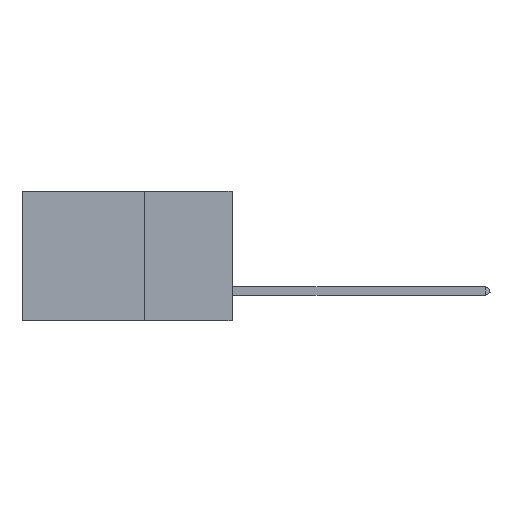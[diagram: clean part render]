
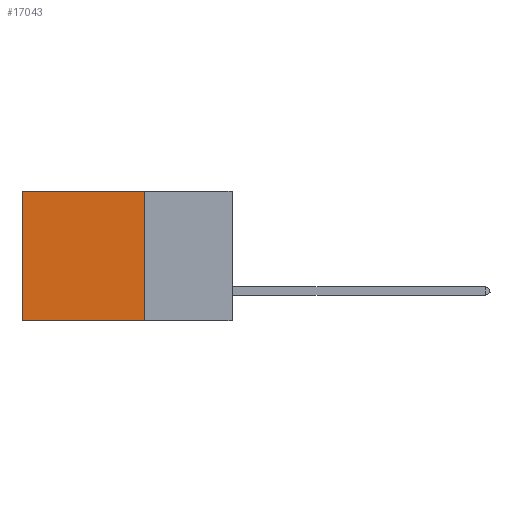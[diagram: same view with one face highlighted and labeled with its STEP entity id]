
A CAD part, left-side view. The second image highlights one B-rep face of the part: STEP entity #17043.
In plain terms, the highlighted planar face has unit normal (-1, 0, 0).
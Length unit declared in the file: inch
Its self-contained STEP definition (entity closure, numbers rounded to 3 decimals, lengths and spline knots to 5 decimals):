
#259 = LINE ( 'NONE', #18403, #23375 ) ;
#641 = DIRECTION ( 'NONE',  ( 0., 1., 0. ) ) ;
#836 = EDGE_CURVE ( 'NONE', #19612, #3283, #14307, .T. ) ;
#1141 = CARTESIAN_POINT ( 'NONE',  ( 0.2875, 0.6, -0.37 ) ) ;
#1683 = CARTESIAN_POINT ( 'NONE',  ( 0.2875, 0.6, 0. ) ) ;
#2089 = DIRECTION ( 'NONE',  ( 0., 0., -1. ) ) ;
#2165 = AXIS2_PLACEMENT_3D ( 'NONE', #11880, #22989, #13759 ) ;
#2775 = LINE ( 'NONE', #6960, #17021 ) ;
#2942 = DIRECTION ( 'NONE',  ( 0., 1., 0. ) ) ;
#3263 = VERTEX_POINT ( 'NONE', #13998 ) ;
#3283 = VERTEX_POINT ( 'NONE', #1683 ) ;
#4259 = EDGE_LOOP ( 'NONE', ( #22233, #15674, #16747, #4733 ) ) ;
#4733 = ORIENTED_EDGE ( 'NONE', *, *, #836, .T. ) ;
#5474 = EDGE_CURVE ( 'NONE', #19612, #3263, #259, .T. ) ;
#5820 = FACE_OUTER_BOUND ( 'NONE', #4259, .T. ) ;
#5835 = VECTOR ( 'NONE', #2942, 39.37008 ) ;
#6193 = CARTESIAN_POINT ( 'NONE',  ( 0.2875, 0.25, 0. ) ) ;
#6829 = EDGE_CURVE ( 'NONE', #3263, #9609, #23880, .T. ) ;
#6960 = CARTESIAN_POINT ( 'NONE',  ( 0.2875, 0.6, 0. ) ) ;
#9609 = VERTEX_POINT ( 'NONE', #1141 ) ;
#11880 = CARTESIAN_POINT ( 'NONE',  ( 0.2875, 0.25, 0. ) ) ;
#12189 = VECTOR ( 'NONE', #641, 39.37008 ) ;
#12727 = DIRECTION ( 'NONE',  ( 0., 0., -1. ) ) ;
#13613 = CARTESIAN_POINT ( 'NONE',  ( 0.2875, 0.25, -0.37 ) ) ;
#13678 = PLANE ( 'NONE',  #2165 ) ;
#13759 = DIRECTION ( 'NONE',  ( 0., 0., -1. ) ) ;
#13998 = CARTESIAN_POINT ( 'NONE',  ( 0.2875, 0.25, -0.37 ) ) ;
#14096 = CARTESIAN_POINT ( 'NONE',  ( 0.2875, 0.25, 0. ) ) ;
#14307 = LINE ( 'NONE', #14096, #5835 ) ;
#15674 = ORIENTED_EDGE ( 'NONE', *, *, #6829, .F. ) ;
#16747 = ORIENTED_EDGE ( 'NONE', *, *, #5474, .F. ) ;
#17021 = VECTOR ( 'NONE', #12727, 39.37008 ) ;
#17043 = ADVANCED_FACE ( 'NONE', ( #5820 ), #13678, .F. ) ;
#18403 = CARTESIAN_POINT ( 'NONE',  ( 0.2875, 0.25, 0. ) ) ;
#18778 = EDGE_CURVE ( 'NONE', #3283, #9609, #2775, .T. ) ;
#19612 = VERTEX_POINT ( 'NONE', #6193 ) ;
#22233 = ORIENTED_EDGE ( 'NONE', *, *, #18778, .T. ) ;
#22989 = DIRECTION ( 'NONE',  ( 1., 0., 0. ) ) ;
#23375 = VECTOR ( 'NONE', #2089, 39.37008 ) ;
#23880 = LINE ( 'NONE', #13613, #12189 ) ;
